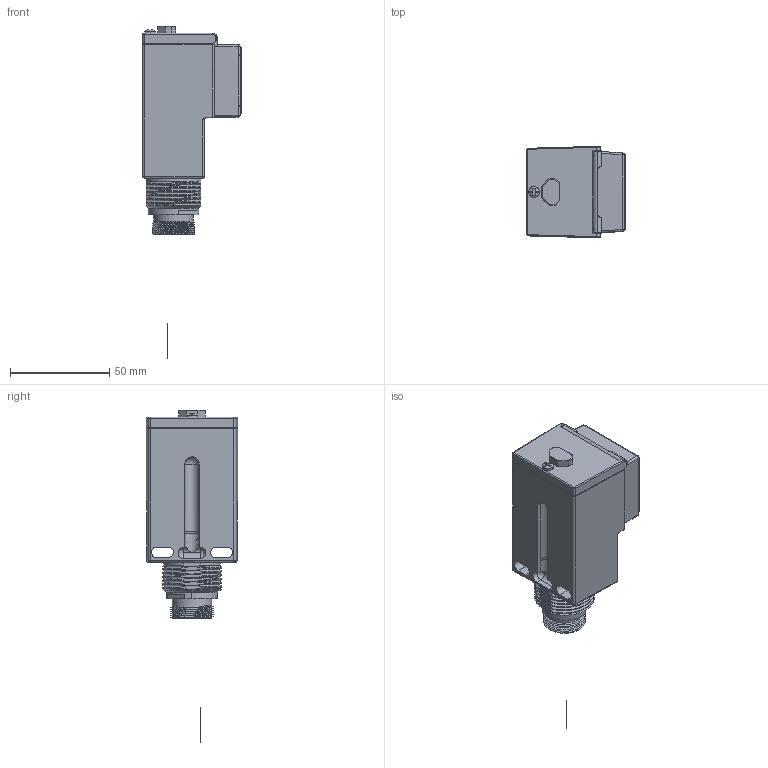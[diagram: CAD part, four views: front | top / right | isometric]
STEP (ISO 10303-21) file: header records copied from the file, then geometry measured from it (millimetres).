
FILE_DESCRIPTION( ('This file contains a STEP AP42 implementation' ,'as created by ZW3D STEP Interface translator.') ,'2;1' );
FILE_NAME( 'RP74-DXXXXX-CYXQ4UN.stp' ,'21 113.165015', (''), ('ZWCAD Software Co.'), 'Version 1.0', 'ZW3D to STEP translator', '' );
FILE_SCHEMA(('AUTOMOTIVE_DESIGN'));
Length unit declared in the file: millimetre
Products named in the file (2): 0; RP74-DXXXXX-CYXQ4UN
Bounding box: 49.6 x 46.04 x 167.2 mm (x, y, z)
Volume: 139145.6 mm3; surface area: 23590.1 mm2
Topology: 2 solids, 2 shells, 297 faces, 743 edges, 466 vertices
Faces by surface type: bspline 297
Entity records: 12804 total; most frequent: CARTESIAN_POINT 8205, ORIENTED_EDGE 1472, EDGE_CURVE 736, B_SPLINE_CURVE_WITH_KNOTS 514, VERTEX_POINT 466, EDGE_LOOP 324, FACE_OUTER_BOUND 297, ADVANCED_FACE 297
